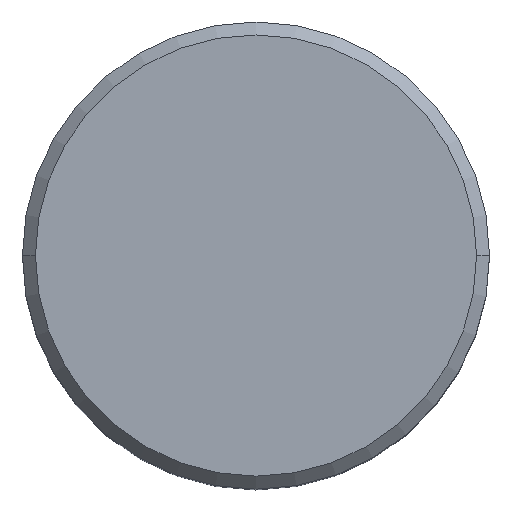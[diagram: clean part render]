
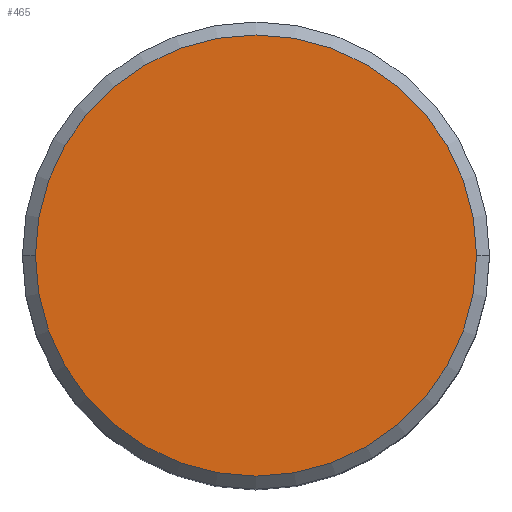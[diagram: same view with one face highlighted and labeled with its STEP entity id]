
A CAD part, top view. The second image highlights one B-rep face of the part: STEP entity #465.
In plain terms, the highlighted planar face has unit normal (0, 0, 1).
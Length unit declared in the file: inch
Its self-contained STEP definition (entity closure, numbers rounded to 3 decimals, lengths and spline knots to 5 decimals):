
#25 = CIRCLE ( 'NONE', #1133, 0.85 ) ;
#57 = DIRECTION ( 'NONE',  ( 0., 0., 1. ) ) ;
#92 = EDGE_CURVE ( 'NONE', #155, #1354, #514, .T. ) ;
#155 = VERTEX_POINT ( 'NONE', #352 ) ;
#174 = DIRECTION ( 'NONE',  ( 1., 0., 0. ) ) ;
#177 = DIRECTION ( 'NONE',  ( 1., 0., 0. ) ) ;
#295 = ORIENTED_EDGE ( 'NONE', *, *, #92, .T. ) ;
#352 = CARTESIAN_POINT ( 'NONE',  ( 0.85, 0., 0. ) ) ;
#423 = CARTESIAN_POINT ( 'NONE',  ( 0., 0., 0. ) ) ;
#452 = DIRECTION ( 'NONE',  ( 0., 0., 1. ) ) ;
#465 = ADVANCED_FACE ( 'NONE', ( #1099 ), #700, .T. ) ;
#514 = CIRCLE ( 'NONE', #652, 0.85 ) ;
#538 = ORIENTED_EDGE ( 'NONE', *, *, #1182, .T. ) ;
#619 = DIRECTION ( 'NONE',  ( 0., 0., 1. ) ) ;
#652 = AXIS2_PLACEMENT_3D ( 'NONE', #423, #452, #863 ) ;
#700 = PLANE ( 'NONE',  #1245 ) ;
#863 = DIRECTION ( 'NONE',  ( 1., 0., 0. ) ) ;
#1028 = CARTESIAN_POINT ( 'NONE',  ( -0.85, 0., 0. ) ) ;
#1099 = FACE_OUTER_BOUND ( 'NONE', #1122, .T. ) ;
#1122 = EDGE_LOOP ( 'NONE', ( #538, #295 ) ) ;
#1129 = CARTESIAN_POINT ( 'NONE',  ( 0., 0., 0. ) ) ;
#1133 = AXIS2_PLACEMENT_3D ( 'NONE', #1129, #619, #174 ) ;
#1182 = EDGE_CURVE ( 'NONE', #1354, #155, #25, .T. ) ;
#1203 = CARTESIAN_POINT ( 'NONE',  ( 0., 0., 0. ) ) ;
#1245 = AXIS2_PLACEMENT_3D ( 'NONE', #1203, #57, #177 ) ;
#1354 = VERTEX_POINT ( 'NONE', #1028 ) ;
